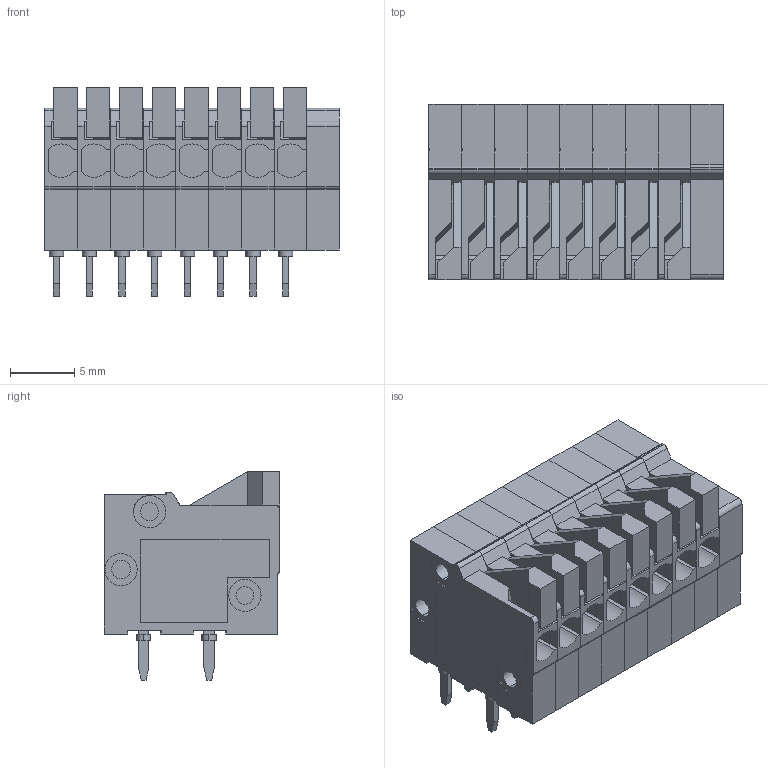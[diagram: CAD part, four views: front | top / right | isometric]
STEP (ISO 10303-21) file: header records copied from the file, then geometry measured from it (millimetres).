
FILE_DESCRIPTION(('Creo Elements/Direct Modeling STEP Export'),'2;1');
FILE_NAME('model.stp','2019-03-20T22:50:18',(''),(''),'Creo Elements/Direct Modeling STEP processor for AP214 (Solid Model)','Creo Elements/Direct Modeling 20.1A 29-Sep-2018 (C) Parametric Technology GmbH','');
FILE_SCHEMA(('AUTOMOTIVE_DESIGN { 1 0 10303 214 1 1 1 1 }'));
Length unit declared in the file: millimetre
Products named in the file (4): Bohrlochdurchmesser_11; FFKDS-H_2.54-GEH.1.1.2; FFKDS-H_2.54-GEH; FFKDS(A)1_H_2.54_8
Assembly tree (25 placements, depth 2):
  FFKDS(A)1_H_2.54_8
    Bohrlochdurchmesser_11  x16
    FFKDS-H_2.54-GEH.1.1.2  x8
    FFKDS-H_2.54-GEH
Bounding box: 22.82 x 13.6 x 16.2 mm (x, y, z)
Volume: 2913.4 mm3; surface area: 4809.3 mm2
Topology: 25 solids, 25 shells, 851 faces, 2240 edges, 1496 vertices
Faces by surface type: plane 620, cylinder 175, cone 48, bspline 8
Entity records: 5703 total; most frequent: CARTESIAN_POINT 863, ORIENTED_EDGE 758, DIRECTION 710, EDGE_CURVE 379, VECTOR 306, LINE 306, VERTEX_POINT 253, AXIS2_PLACEMENT_3D 202
